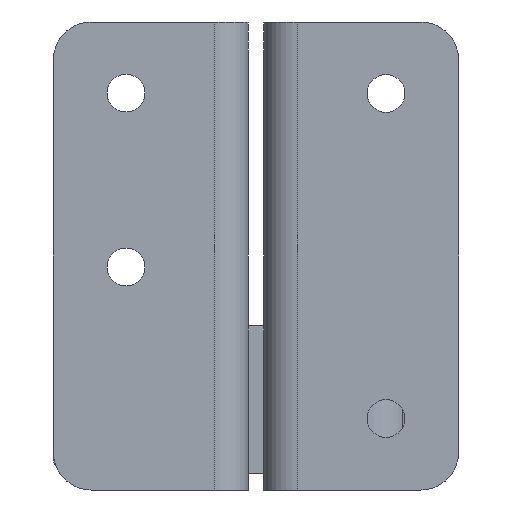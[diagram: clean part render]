
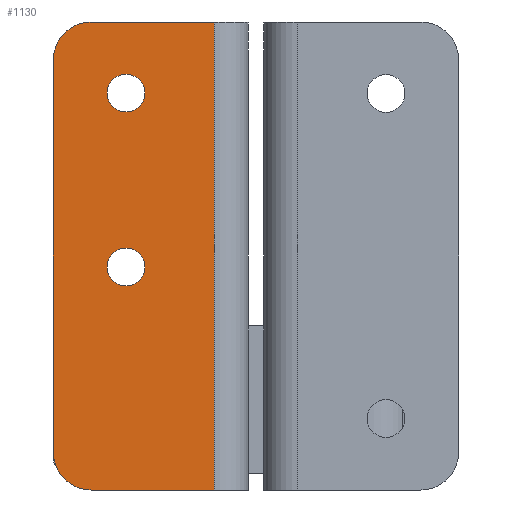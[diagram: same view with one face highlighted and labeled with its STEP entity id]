
A CAD part, front view. The second image highlights one B-rep face of the part: STEP entity #1130.
In plain terms, the highlighted planar face has unit normal (0, -1, 0).
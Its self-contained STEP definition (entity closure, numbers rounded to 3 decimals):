
#58=FACE_BOUND('',#212,.T.);
#59=FACE_BOUND('',#213,.T.);
#86=PLANE('',#1223);
#131=FACE_OUTER_BOUND('',#211,.T.);
#211=EDGE_LOOP('',(#841,#842,#843,#844,#845,#846));
#212=EDGE_LOOP('',(#847));
#213=EDGE_LOOP('',(#848));
#293=LINE('',#1768,#383);
#294=LINE('',#1771,#384);
#298=LINE('',#1779,#388);
#299=LINE('',#1783,#389);
#383=VECTOR('',#1415,61.9);
#384=VECTOR('',#1418,16.3);
#388=VECTOR('',#1424,16.3);
#389=VECTOR('',#1427,51.9);
#466=CIRCLE('',#1197,2.5);
#469=CIRCLE('',#1202,2.5);
#480=CIRCLE('',#1224,5.);
#481=CIRCLE('',#1225,5.);
#535=VERTEX_POINT('',#1729);
#538=VERTEX_POINT('',#1737);
#547=VERTEX_POINT('',#1764);
#548=VERTEX_POINT('',#1766);
#549=VERTEX_POINT('',#1770);
#552=VERTEX_POINT('',#1778);
#553=VERTEX_POINT('',#1780);
#554=VERTEX_POINT('',#1782);
#649=EDGE_CURVE('',#535,#535,#466,.T.);
#652=EDGE_CURVE('',#538,#538,#469,.T.);
#663=EDGE_CURVE('',#548,#547,#293,.T.);
#664=EDGE_CURVE('',#547,#549,#294,.T.);
#668=EDGE_CURVE('',#552,#548,#298,.T.);
#669=EDGE_CURVE('',#553,#552,#480,.T.);
#670=EDGE_CURVE('',#553,#554,#299,.T.);
#671=EDGE_CURVE('',#549,#554,#481,.T.);
#841=ORIENTED_EDGE('',*,*,#663,.F.);
#842=ORIENTED_EDGE('',*,*,#668,.F.);
#843=ORIENTED_EDGE('',*,*,#669,.F.);
#844=ORIENTED_EDGE('',*,*,#670,.T.);
#845=ORIENTED_EDGE('',*,*,#671,.F.);
#846=ORIENTED_EDGE('',*,*,#664,.F.);
#847=ORIENTED_EDGE('',*,*,#649,.T.);
#848=ORIENTED_EDGE('',*,*,#652,.T.);
#1130=ADVANCED_FACE('',(#131,#58,#59),#86,.T.);
#1197=AXIS2_PLACEMENT_3D('',#1730,#1365,#1366);
#1202=AXIS2_PLACEMENT_3D('',#1738,#1375,#1376);
#1223=AXIS2_PLACEMENT_3D('',#1777,#1422,#1423);
#1224=AXIS2_PLACEMENT_3D('',#1781,#1425,#1426);
#1225=AXIS2_PLACEMENT_3D('',#1784,#1428,#1429);
#1365=DIRECTION('center_axis',(0.,1.,0.));
#1366=DIRECTION('ref_axis',(1.,0.,0.));
#1375=DIRECTION('center_axis',(0.,1.,0.));
#1376=DIRECTION('ref_axis',(1.,0.,0.));
#1415=DIRECTION('',(0.,0.,-1.));
#1418=DIRECTION('',(-1.,0.,0.));
#1422=DIRECTION('center_axis',(0.,-1.,0.));
#1423=DIRECTION('ref_axis',(-1.,0.,0.));
#1424=DIRECTION('',(1.,0.,0.));
#1425=DIRECTION('center_axis',(0.,1.,0.));
#1426=DIRECTION('ref_axis',(-0.707,0.,0.707));
#1427=DIRECTION('',(0.,0.,-1.));
#1428=DIRECTION('center_axis',(0.,1.,0.));
#1429=DIRECTION('ref_axis',(-0.707,0.,-0.707));
#1729=CARTESIAN_POINT('',(7.1,0.,-32.4));
#1730=CARTESIAN_POINT('Origin',(9.6,0.,-32.4));
#1737=CARTESIAN_POINT('',(7.1,0.,-9.4));
#1738=CARTESIAN_POINT('Origin',(9.6,0.,-9.4));
#1764=CARTESIAN_POINT('',(21.3,0.,-61.9));
#1766=CARTESIAN_POINT('',(21.3,0.,0.));
#1768=CARTESIAN_POINT('',(21.3,0.,0.));
#1770=CARTESIAN_POINT('',(5.,0.,-61.9));
#1771=CARTESIAN_POINT('',(0.,0.,-61.9));
#1777=CARTESIAN_POINT('Origin',(25.8,0.,0.));
#1778=CARTESIAN_POINT('',(5.,0.,0.));
#1779=CARTESIAN_POINT('',(0.,0.,0.));
#1780=CARTESIAN_POINT('',(0.,0.,-5.));
#1781=CARTESIAN_POINT('Origin',(5.,0.,-5.));
#1782=CARTESIAN_POINT('',(0.,0.,-56.9));
#1783=CARTESIAN_POINT('',(0.,0.,0.));
#1784=CARTESIAN_POINT('Origin',(5.,0.,-56.9));
